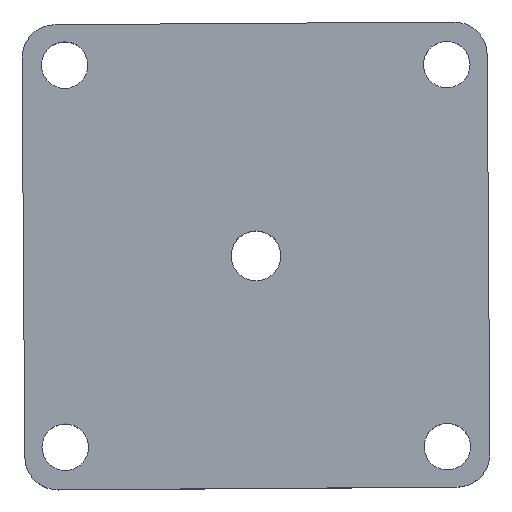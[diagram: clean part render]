
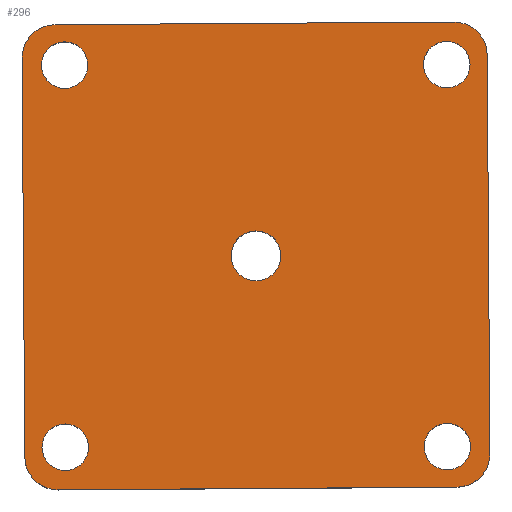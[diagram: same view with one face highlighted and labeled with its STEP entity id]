
A CAD part, top view. The second image highlights one B-rep face of the part: STEP entity #296.
In plain terms, the highlighted planar face has unit normal (0, 0, 1).
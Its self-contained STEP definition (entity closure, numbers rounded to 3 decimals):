
#15=FACE_BOUND('',#60,.T.);
#16=FACE_BOUND('',#61,.T.);
#17=FACE_BOUND('',#62,.T.);
#18=FACE_BOUND('',#63,.T.);
#19=FACE_BOUND('',#64,.T.);
#29=PLANE('',#352);
#44=FACE_OUTER_BOUND('',#59,.T.);
#59=EDGE_LOOP('',(#248,#249,#250,#251,#252,#253,#254,#255));
#60=EDGE_LOOP('',(#256));
#61=EDGE_LOOP('',(#257));
#62=EDGE_LOOP('',(#258));
#63=EDGE_LOOP('',(#259));
#64=EDGE_LOOP('',(#260));
#76=LINE('',#477,#97);
#81=LINE('',#491,#102);
#85=LINE('',#503,#106);
#89=LINE('',#515,#110);
#97=VECTOR('',#393,10.);
#102=VECTOR('',#406,10.);
#106=VECTOR('',#418,10.);
#110=VECTOR('',#430,10.);
#114=CIRCLE('',#323,1.4);
#116=CIRCLE('',#326,1.4);
#118=CIRCLE('',#329,1.4);
#120=CIRCLE('',#332,1.4);
#122=CIRCLE('',#335,1.5);
#123=CIRCLE('',#338,2.);
#125=CIRCLE('',#342,2.);
#127=CIRCLE('',#346,2.);
#129=CIRCLE('',#350,2.);
#132=VERTEX_POINT('',#447);
#134=VERTEX_POINT('',#453);
#136=VERTEX_POINT('',#459);
#138=VERTEX_POINT('',#465);
#140=VERTEX_POINT('',#471);
#141=VERTEX_POINT('',#475);
#142=VERTEX_POINT('',#476);
#145=VERTEX_POINT('',#484);
#147=VERTEX_POINT('',#490);
#149=VERTEX_POINT('',#496);
#151=VERTEX_POINT('',#502);
#153=VERTEX_POINT('',#508);
#155=VERTEX_POINT('',#514);
#159=EDGE_CURVE('',#132,#132,#114,.T.);
#162=EDGE_CURVE('',#134,#134,#116,.T.);
#165=EDGE_CURVE('',#136,#136,#118,.T.);
#168=EDGE_CURVE('',#138,#138,#120,.T.);
#171=EDGE_CURVE('',#140,#140,#122,.T.);
#172=EDGE_CURVE('',#141,#142,#76,.T.);
#176=EDGE_CURVE('',#142,#145,#123,.T.);
#179=EDGE_CURVE('',#145,#147,#81,.T.);
#182=EDGE_CURVE('',#147,#149,#125,.T.);
#185=EDGE_CURVE('',#149,#151,#85,.T.);
#188=EDGE_CURVE('',#151,#153,#127,.T.);
#191=EDGE_CURVE('',#153,#155,#89,.T.);
#194=EDGE_CURVE('',#155,#141,#129,.T.);
#248=ORIENTED_EDGE('',*,*,#194,.T.);
#249=ORIENTED_EDGE('',*,*,#172,.T.);
#250=ORIENTED_EDGE('',*,*,#176,.T.);
#251=ORIENTED_EDGE('',*,*,#179,.T.);
#252=ORIENTED_EDGE('',*,*,#182,.T.);
#253=ORIENTED_EDGE('',*,*,#185,.T.);
#254=ORIENTED_EDGE('',*,*,#188,.T.);
#255=ORIENTED_EDGE('',*,*,#191,.T.);
#256=ORIENTED_EDGE('',*,*,#171,.T.);
#257=ORIENTED_EDGE('',*,*,#168,.T.);
#258=ORIENTED_EDGE('',*,*,#165,.T.);
#259=ORIENTED_EDGE('',*,*,#162,.T.);
#260=ORIENTED_EDGE('',*,*,#159,.T.);
#296=ADVANCED_FACE('',(#44,#15,#16,#17,#18,#19),#29,.T.);
#323=AXIS2_PLACEMENT_3D('',#449,#361,#362);
#326=AXIS2_PLACEMENT_3D('',#455,#368,#369);
#329=AXIS2_PLACEMENT_3D('',#461,#375,#376);
#332=AXIS2_PLACEMENT_3D('',#467,#382,#383);
#335=AXIS2_PLACEMENT_3D('',#473,#389,#390);
#338=AXIS2_PLACEMENT_3D('',#485,#399,#400);
#342=AXIS2_PLACEMENT_3D('',#497,#411,#412);
#346=AXIS2_PLACEMENT_3D('',#509,#423,#424);
#350=AXIS2_PLACEMENT_3D('',#520,#435,#436);
#352=AXIS2_PLACEMENT_3D('',#522,#439,#440);
#361=DIRECTION('center_axis',(0.,0.,
-1.));
#362=DIRECTION('ref_axis',(-1.,0.,0.));
#368=DIRECTION('center_axis',(0.,0.,
-1.));
#369=DIRECTION('ref_axis',(-1.,0.,0.));
#375=DIRECTION('center_axis',(0.,0.,
-1.));
#376=DIRECTION('ref_axis',(-1.,0.,0.));
#382=DIRECTION('center_axis',(0.,0.,
-1.));
#383=DIRECTION('ref_axis',(-1.,0.,0.));
#389=DIRECTION('center_axis',(0.,0.,
-1.));
#390=DIRECTION('ref_axis',(-1.,0.,0.));
#393=DIRECTION('',(1.,0.007,0.));
#399=DIRECTION('center_axis',(0.,0.,
1.));
#400=DIRECTION('ref_axis',(0.007,-1.,0.));
#406=DIRECTION('',(-0.007,1.,0.));
#411=DIRECTION('center_axis',(0.,0.,
1.));
#412=DIRECTION('ref_axis',(1.,0.007,0.));
#418=DIRECTION('',(-1.,-0.007,0.));
#423=DIRECTION('center_axis',(0.,0.,
1.));
#424=DIRECTION('ref_axis',(-0.007,1.,0.));
#430=DIRECTION('',(0.007,-1.,0.));
#435=DIRECTION('center_axis',(0.,0.,
1.));
#436=DIRECTION('ref_axis',(-1.,-0.007,0.));
#439=DIRECTION('center_axis',(0.,0.,
1.));
#440=DIRECTION('ref_axis',(1.,0.,0.));
#447=CARTESIAN_POINT('',(-7.832,-22.516,0.));
#449=CARTESIAN_POINT('Origin',(-9.232,-22.516,0.));
#453=CARTESIAN_POINT('',(15.168,-22.484,0.));
#455=CARTESIAN_POINT('Origin',(13.768,-22.484,0.));
#459=CARTESIAN_POINT('',(-7.864,0.484,0.));
#461=CARTESIAN_POINT('Origin',(-9.264,0.484,0.));
#465=CARTESIAN_POINT('',(15.136,0.516,0.));
#467=CARTESIAN_POINT('Origin',(13.736,0.516,0.));
#471=CARTESIAN_POINT('',(3.752,-11.,0.));
#473=CARTESIAN_POINT('Origin',(2.252,-11.,0.));
#475=CARTESIAN_POINT('',(-9.653,-25.081,0.));
#476=CARTESIAN_POINT('',(14.347,-24.918,0.));
#477=CARTESIAN_POINT('',(-9.653,-25.081,0.));
#484=CARTESIAN_POINT('',(16.333,-22.905,0.));
#485=CARTESIAN_POINT('Origin',(14.333,-22.918,0.));
#490=CARTESIAN_POINT('',(16.17,1.095,0.));
#491=CARTESIAN_POINT('',(16.333,-22.905,0.));
#496=CARTESIAN_POINT('',(14.157,3.081,0.));
#497=CARTESIAN_POINT('Origin',(14.17,1.081,0.));
#502=CARTESIAN_POINT('',(-9.843,2.918,0.));
#503=CARTESIAN_POINT('',(14.157,3.081,0.));
#508=CARTESIAN_POINT('',(-11.829,0.905,0.));
#509=CARTESIAN_POINT('Origin',(-9.829,0.918,0.));
#514=CARTESIAN_POINT('',(-11.666,-23.095,0.));
#515=CARTESIAN_POINT('',(-11.829,0.905,0.));
#520=CARTESIAN_POINT('Origin',(-9.666,-23.081,0.));
#522=CARTESIAN_POINT('Origin',(2.252,-11.,0.));
